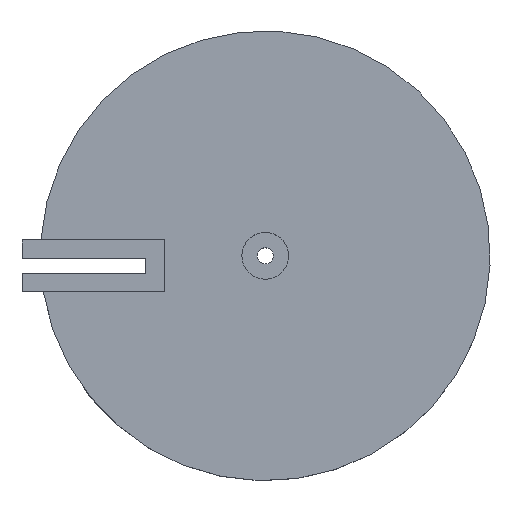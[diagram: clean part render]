
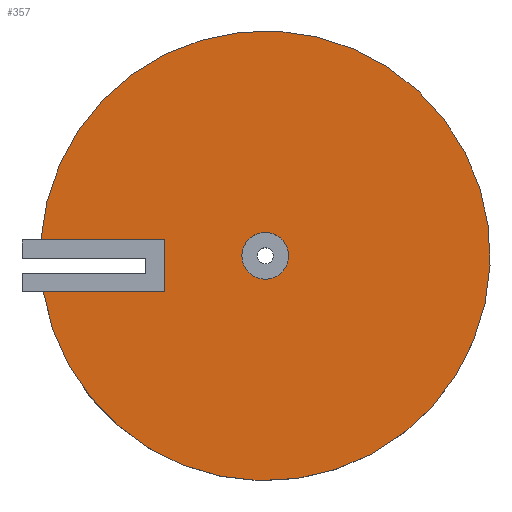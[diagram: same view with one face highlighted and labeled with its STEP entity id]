
A CAD part, top view. The second image highlights one B-rep face of the part: STEP entity #357.
In plain terms, the highlighted planar face has unit normal (0, 0, 1).
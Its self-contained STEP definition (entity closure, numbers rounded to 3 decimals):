
#56=FACE_BOUND('',#100,.T.);
#59=CIRCLE('',#396,2.55);
#62=CIRCLE('',#402,24.5);
#80=FACE_OUTER_BOUND('',#99,.T.);
#99=EDGE_LOOP('',(#322,#323,#324,#325));
#100=EDGE_LOOP('',(#326));
#103=LINE('',#499,#139);
#109=LINE('',#511,#145);
#124=LINE('',#540,#160);
#139=VECTOR('',#411,10.);
#145=VECTOR('',#419,10.);
#160=VECTOR('',#440,10.);
#175=VERTEX_POINT('',#496);
#176=VERTEX_POINT('',#498);
#181=VERTEX_POINT('',#510);
#192=VERTEX_POINT('',#539);
#198=VERTEX_POINT('',#566);
#203=EDGE_CURVE('',#176,#175,#103,.T.);
#209=EDGE_CURVE('',#181,#176,#109,.T.);
#224=EDGE_CURVE('',#192,#181,#124,.T.);
#237=EDGE_CURVE('',#198,#198,#59,.T.);
#242=EDGE_CURVE('',#175,#192,#62,.T.);
#322=ORIENTED_EDGE('',*,*,#203,.T.);
#323=ORIENTED_EDGE('',*,*,#242,.T.);
#324=ORIENTED_EDGE('',*,*,#224,.T.);
#325=ORIENTED_EDGE('',*,*,#209,.T.);
#326=ORIENTED_EDGE('',*,*,#237,.T.);
#340=PLANE('',#403);
#357=ADVANCED_FACE('',(#80,#56),#340,.T.);
#396=AXIS2_PLACEMENT_3D('',#567,#471,#472);
#402=AXIS2_PLACEMENT_3D('',#577,#485,#486);
#403=AXIS2_PLACEMENT_3D('',#578,#487,#488);
#411=DIRECTION('',(-1.,0.,0.));
#419=DIRECTION('',(0.,-1.,0.));
#440=DIRECTION('',(1.,0.,0.));
#471=DIRECTION('center_axis',(0.,0.,-1.));
#472=DIRECTION('ref_axis',(1.,0.,0.));
#485=DIRECTION('center_axis',(0.,0.,1.));
#486=DIRECTION('ref_axis',(1.,0.,0.));
#487=DIRECTION('center_axis',(0.,0.,1.));
#488=DIRECTION('ref_axis',(1.,0.,0.));
#496=CARTESIAN_POINT('',(-24.188,-3.895,6.7));
#498=CARTESIAN_POINT('',(-11.,-3.895,6.7));
#499=CARTESIAN_POINT('',(-5.5,-3.895,6.7));
#510=CARTESIAN_POINT('',(-11.,1.725,6.7));
#511=CARTESIAN_POINT('',(-11.,0.862,6.7));
#539=CARTESIAN_POINT('',(-24.439,1.725,6.7));
#540=CARTESIAN_POINT('',(-13.25,1.725,6.7));
#566=CARTESIAN_POINT('',(-2.55,0.,6.7));
#567=CARTESIAN_POINT('Origin',(0.,0.,6.7));
#577=CARTESIAN_POINT('Origin',(0.,0.,6.7));
#578=CARTESIAN_POINT('Origin',(0.,0.,6.7));
